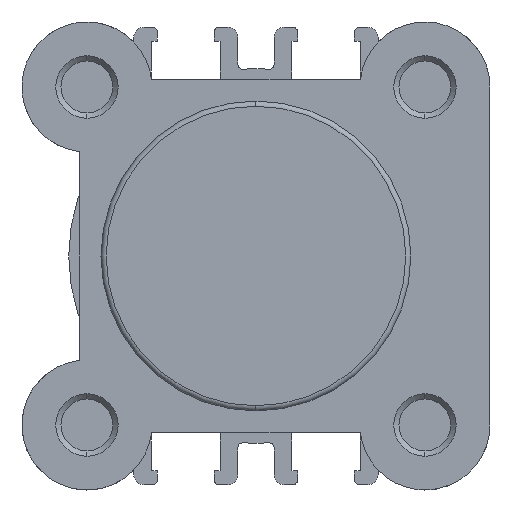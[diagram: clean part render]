
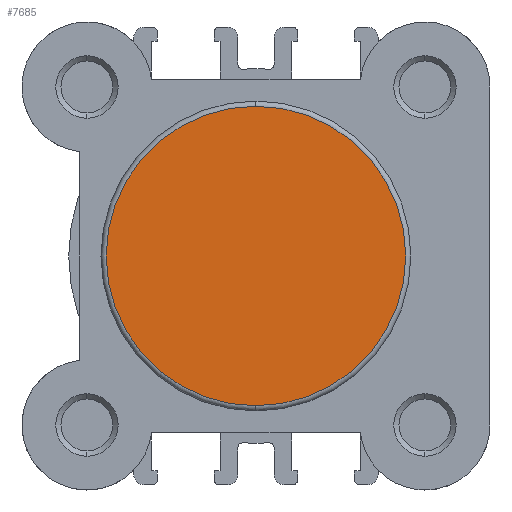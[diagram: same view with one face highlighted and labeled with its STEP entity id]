
A CAD part, left-side view. The second image highlights one B-rep face of the part: STEP entity #7685.
In plain terms, the highlighted planar face has unit normal (-1, 0, 0).
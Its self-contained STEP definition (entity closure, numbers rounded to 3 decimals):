
#88 = EDGE_LOOP ( 'NONE', ( #1043, #1042 ) ) ;
#1042 = ORIENTED_EDGE ( 'NONE', *, *, #3995, .T. ) ;
#1043 = ORIENTED_EDGE ( 'NONE', *, *, #3942, .T. ) ;
#2485 = AXIS2_PLACEMENT_3D ( 'NONE', #3383, #3385, #3386 ) ;
#2674 = CARTESIAN_POINT ( 'NONE',  ( 0., 0., -14.4 ) ) ;
#2675 = CARTESIAN_POINT ( 'NONE',  ( 0., 0., 14.4 ) ) ;
#3383 = CARTESIAN_POINT ( 'NONE',  ( 0., -14.9, 0. ) ) ;
#3384 = PLANE ( 'NONE',  #2485 ) ;
#3385 = DIRECTION ( 'NONE',  ( -1., 0., 0. ) ) ;
#3386 = DIRECTION ( 'NONE',  ( 0., 0., 1. ) ) ;
#3942 = EDGE_CURVE ( 'NONE', #4711, #4710, #5626, .T. ) ;
#3995 = EDGE_CURVE ( 'NONE', #4710, #4711, #5702, .T. ) ;
#4561 = AXIS2_PLACEMENT_3D ( 'NONE', #6818, #6819, #6820 ) ;
#4590 = AXIS2_PLACEMENT_3D ( 'NONE', #6949, #6956, #6957 ) ;
#4710 = VERTEX_POINT ( 'NONE', #2674 ) ;
#4711 = VERTEX_POINT ( 'NONE', #2675 ) ;
#5626 = CIRCLE ( 'NONE', #4561, 14.4 ) ;
#5702 = CIRCLE ( 'NONE', #4590, 14.4 ) ;
#6818 = CARTESIAN_POINT ( 'NONE',  ( 0., 0., 0. ) ) ;
#6819 = DIRECTION ( 'NONE',  ( -1., 0., 0. ) ) ;
#6820 = DIRECTION ( 'NONE',  ( 0., 0., 1. ) ) ;
#6949 = CARTESIAN_POINT ( 'NONE',  ( 0., 0., 0. ) ) ;
#6956 = DIRECTION ( 'NONE',  ( -1., 0., 0. ) ) ;
#6957 = DIRECTION ( 'NONE',  ( 0., 0., 1. ) ) ;
#7415 = FACE_OUTER_BOUND ( 'NONE', #88, .T. ) ;
#7685 = ADVANCED_FACE ( 'NONE', ( #7415 ), #3384, .T. ) ;
